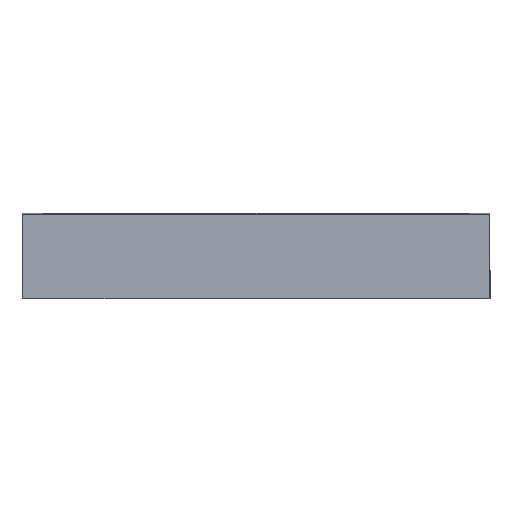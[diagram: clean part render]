
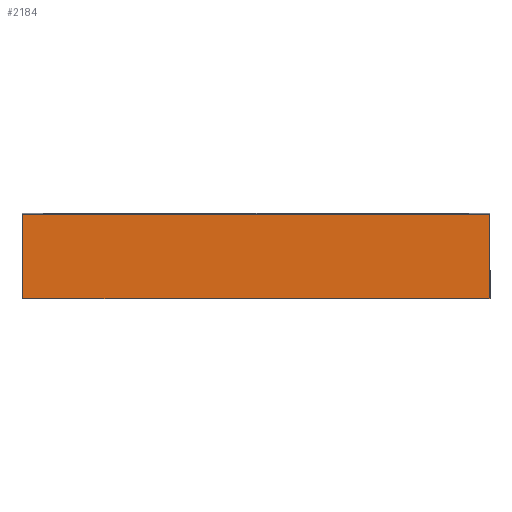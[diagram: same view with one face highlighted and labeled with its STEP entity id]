
A CAD part, left-side view. The second image highlights one B-rep face of the part: STEP entity #2184.
In plain terms, the highlighted planar face has unit normal (-1, 0, -0.003).
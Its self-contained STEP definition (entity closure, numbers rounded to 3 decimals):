
#22 = VERTEX_POINT('',#23);
#23 = CARTESIAN_POINT('',(-9.606,9.542,
    -0.025));
#87 = VERTEX_POINT('',#88);
#88 = CARTESIAN_POINT('',(-9.606,-9.658,
    -0.025));
#152 = EDGE_CURVE('',#22,#87,#153,.T.);
#153 = LINE('',#154,#155);
#154 = CARTESIAN_POINT('',(-9.606,9.542,
    -0.025));
#155 = VECTOR('',#156,1.);
#156 = DIRECTION('',(0.,-1.,0.));
#1279 = EDGE_CURVE('',#87,#1280,#1282,.T.);
#1280 = VERTEX_POINT('',#1281);
#1281 = CARTESIAN_POINT('',(-9.594,-9.658,
    -3.478));
#1282 = LINE('',#1283,#1284);
#1283 = CARTESIAN_POINT('',(-9.606,-9.658,
    -0.025));
#1284 = VECTOR('',#1285,1.);
#1285 = DIRECTION('',(0.003,0.,
    -1.));
#1493 = VERTEX_POINT('',#1494);
#1494 = CARTESIAN_POINT('',(-9.594,9.542,
    -3.478));
#1500 = EDGE_CURVE('',#22,#1493,#1501,.T.);
#1501 = LINE('',#1502,#1503);
#1502 = CARTESIAN_POINT('',(-9.606,9.542,
    -0.025));
#1503 = VECTOR('',#1504,1.);
#1504 = DIRECTION('',(0.003,0.,
    -1.));
#1985 = EDGE_CURVE('',#1280,#1986,#1988,.T.);
#1986 = VERTEX_POINT('',#1987);
#1987 = CARTESIAN_POINT('',(-9.594,5.748,
    -3.478));
#1988 = LINE('',#1989,#1990);
#1989 = CARTESIAN_POINT('',(-9.594,-9.658,
    -3.478));
#1990 = VECTOR('',#1991,1.);
#1991 = DIRECTION('',(0.,1.,0.));
#1994 = VERTEX_POINT('',#1995);
#1995 = CARTESIAN_POINT('',(-9.594,6.782,
    -3.478));
#2001 = EDGE_CURVE('',#1994,#1493,#2002,.T.);
#2002 = LINE('',#2003,#2004);
#2003 = CARTESIAN_POINT('',(-9.594,6.782,
    -3.478));
#2004 = VECTOR('',#2005,1.);
#2005 = DIRECTION('',(0.,1.,0.));
#2018 = EDGE_CURVE('',#1994,#1986,#2019,.T.);
#2019 = LINE('',#2020,#2021);
#2020 = CARTESIAN_POINT('',(-9.594,9.542,
    -3.478));
#2021 = VECTOR('',#2022,1.);
#2022 = DIRECTION('',(0.,-1.,0.));
#2184 = ADVANCED_FACE('',(#2185),#2193,.T.);
#2185 = FACE_BOUND('',#2186,.T.);
#2186 = EDGE_LOOP('',(#2187,#2188,#2189,#2190,#2191,#2192));
#2187 = ORIENTED_EDGE('',*,*,#152,.F.);
#2188 = ORIENTED_EDGE('',*,*,#1500,.T.);
#2189 = ORIENTED_EDGE('',*,*,#2001,.F.);
#2190 = ORIENTED_EDGE('',*,*,#2018,.T.);
#2191 = ORIENTED_EDGE('',*,*,#1985,.F.);
#2192 = ORIENTED_EDGE('',*,*,#1279,.F.);
#2193 = PLANE('',#2194);
#2194 = AXIS2_PLACEMENT_3D('',#2195,#2196,#2197);
#2195 = CARTESIAN_POINT('',(-9.6,-0.058,
    -1.751));
#2196 = DIRECTION('',(-1.,-0.,-0.003));
#2197 = DIRECTION('',(0.003,0.,-1.));
